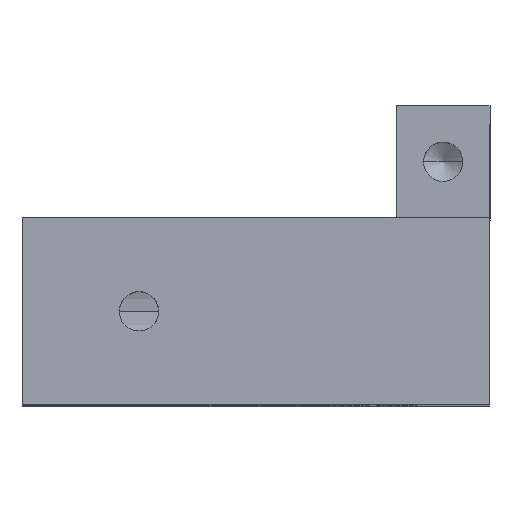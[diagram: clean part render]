
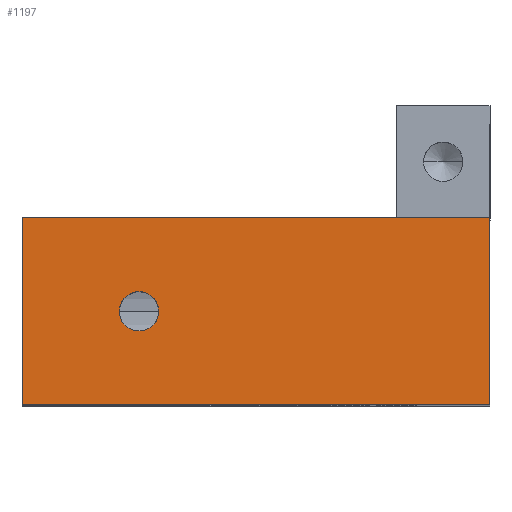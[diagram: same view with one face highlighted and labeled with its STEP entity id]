
A CAD part, top view. The second image highlights one B-rep face of the part: STEP entity #1197.
In plain terms, the highlighted planar face has unit normal (0, 0, 1).
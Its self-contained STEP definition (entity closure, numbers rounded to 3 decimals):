
#18 = ORIENTED_EDGE ( 'NONE', *, *, #955, .F. ) ;
#44 = CARTESIAN_POINT ( 'NONE',  ( -120.5, 16.787, 45. ) ) ;
#49 = CIRCLE ( 'NONE', #348, 2.1 ) ;
#52 = CARTESIAN_POINT ( 'NONE',  ( -133., 6.787, 45. ) ) ;
#128 = ORIENTED_EDGE ( 'NONE', *, *, #292, .T. ) ;
#196 = VERTEX_POINT ( 'NONE', #2063 ) ;
#265 = AXIS2_PLACEMENT_3D ( 'NONE', #44, #979, #1876 ) ;
#281 = CARTESIAN_POINT ( 'NONE',  ( -118.4, 16.787, 45. ) ) ;
#292 = EDGE_CURVE ( 'NONE', #196, #2211, #1232, .T. ) ;
#308 = CARTESIAN_POINT ( 'NONE',  ( -133., 26.787, 45. ) ) ;
#327 = CARTESIAN_POINT ( 'NONE',  ( -83., 6.787, 45. ) ) ;
#331 = DIRECTION ( 'NONE',  ( 0., 1., 0. ) ) ;
#342 = VERTEX_POINT ( 'NONE', #308 ) ;
#348 = AXIS2_PLACEMENT_3D ( 'NONE', #739, #1434, #1264 ) ;
#364 = DIRECTION ( 'NONE',  ( 1., 0., 0. ) ) ;
#379 = CARTESIAN_POINT ( 'NONE',  ( -83., 26.787, 45. ) ) ;
#549 = LINE ( 'NONE', #379, #1593 ) ;
#568 = LINE ( 'NONE', #52, #2221 ) ;
#634 = DIRECTION ( 'NONE',  ( 0., 0., 1. ) ) ;
#658 = AXIS2_PLACEMENT_3D ( 'NONE', #676, #634, #2240 ) ;
#676 = CARTESIAN_POINT ( 'NONE',  ( 0., 0., 45. ) ) ;
#725 = FACE_BOUND ( 'NONE', #1553, .T. ) ;
#736 = DIRECTION ( 'NONE',  ( -1., 0., 0. ) ) ;
#739 = CARTESIAN_POINT ( 'NONE',  ( -120.5, 16.787, 45. ) ) ;
#902 = EDGE_CURVE ( 'NONE', #2211, #342, #549, .T. ) ;
#914 = ORIENTED_EDGE ( 'NONE', *, *, #902, .T. ) ;
#955 = EDGE_CURVE ( 'NONE', #1721, #2289, #1784, .T. ) ;
#979 = DIRECTION ( 'NONE',  ( 0., 0., 1. ) ) ;
#1032 = FACE_OUTER_BOUND ( 'NONE', #1930, .T. ) ;
#1051 = CARTESIAN_POINT ( 'NONE',  ( -83., 26.787, 45. ) ) ;
#1108 = ORIENTED_EDGE ( 'NONE', *, *, #1166, .F. ) ;
#1153 = CARTESIAN_POINT ( 'NONE',  ( -133., 6.787, 45. ) ) ;
#1166 = EDGE_CURVE ( 'NONE', #2289, #1721, #49, .T. ) ;
#1197 = ADVANCED_FACE ( 'NONE', ( #725, #1032 ), #1726, .T. ) ;
#1216 = LINE ( 'NONE', #327, #1971 ) ;
#1232 = LINE ( 'NONE', #1919, #2290 ) ;
#1264 = DIRECTION ( 'NONE',  ( 1., 0., 0. ) ) ;
#1434 = DIRECTION ( 'NONE',  ( 0., 0., 1. ) ) ;
#1553 = EDGE_LOOP ( 'NONE', ( #1108, #18 ) ) ;
#1593 = VECTOR ( 'NONE', #736, 1000. ) ;
#1609 = ORIENTED_EDGE ( 'NONE', *, *, #1909, .T. ) ;
#1721 = VERTEX_POINT ( 'NONE', #1884 ) ;
#1726 = PLANE ( 'NONE',  #658 ) ;
#1756 = VERTEX_POINT ( 'NONE', #1153 ) ;
#1784 = CIRCLE ( 'NONE', #265, 2.1 ) ;
#1805 = ORIENTED_EDGE ( 'NONE', *, *, #1935, .T. ) ;
#1876 = DIRECTION ( 'NONE',  ( 1., 0., 0. ) ) ;
#1884 = CARTESIAN_POINT ( 'NONE',  ( -122.6, 16.787, 45. ) ) ;
#1909 = EDGE_CURVE ( 'NONE', #1756, #196, #1216, .T. ) ;
#1919 = CARTESIAN_POINT ( 'NONE',  ( -83., 6.787, 45. ) ) ;
#1930 = EDGE_LOOP ( 'NONE', ( #128, #914, #1805, #1609 ) ) ;
#1935 = EDGE_CURVE ( 'NONE', #342, #1756, #568, .T. ) ;
#1971 = VECTOR ( 'NONE', #364, 1000. ) ;
#2063 = CARTESIAN_POINT ( 'NONE',  ( -83., 6.787, 45. ) ) ;
#2159 = DIRECTION ( 'NONE',  ( 0., -1., 0. ) ) ;
#2211 = VERTEX_POINT ( 'NONE', #1051 ) ;
#2221 = VECTOR ( 'NONE', #2159, 1000. ) ;
#2240 = DIRECTION ( 'NONE',  ( 1., 0., 0. ) ) ;
#2289 = VERTEX_POINT ( 'NONE', #281 ) ;
#2290 = VECTOR ( 'NONE', #331, 1000. ) ;
